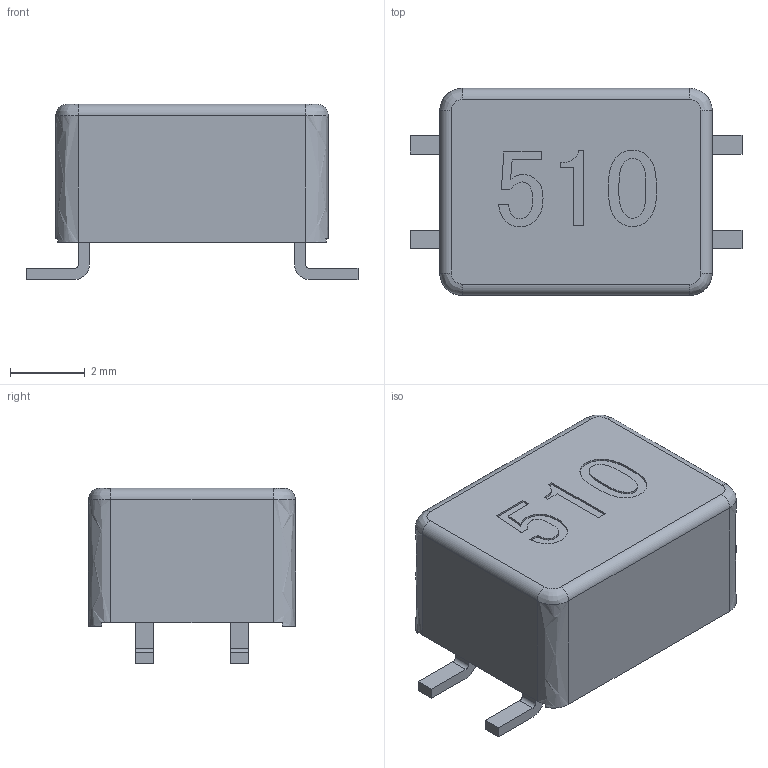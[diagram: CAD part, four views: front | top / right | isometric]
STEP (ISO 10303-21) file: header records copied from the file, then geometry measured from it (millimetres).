
FILE_DESCRIPTION( ('This file contains a STEP AP42 implementation' ,'as created by ZW3D STEP Interface translator.') ,'2;1' );
FILE_NAME( 'SF0904-P(510).stp' ,'14 925.105026', (''), ('ZWCAD Software Co.'), 'Version 1.0', 'ZW3D to STEP translator', '' );
FILE_SCHEMA( ('CONFIG_CONTROL_DESIGN') );
Length unit declared in the file: millimetre
Products named in the file (1): 0
Bounding box: 8.9 x 5.55 x 4.7 mm (x, y, z)
Volume: 89.9 mm3; surface area: 230.7 mm2
Topology: 5 solids, 5 shells, 133 faces, 346 edges, 228 vertices
Faces by surface type: bspline 133
Entity records: 4056 total; most frequent: CARTESIAN_POINT 1968, ORIENTED_EDGE 692, EDGE_CURVE 346, B_SPLINE_CURVE_WITH_KNOTS 285, VERTEX_POINT 228, EDGE_LOOP 138, FACE_OUTER_BOUND 133, ADVANCED_FACE 133
